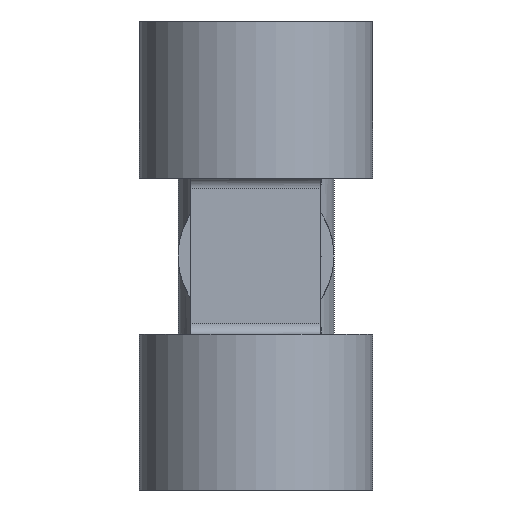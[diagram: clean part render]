
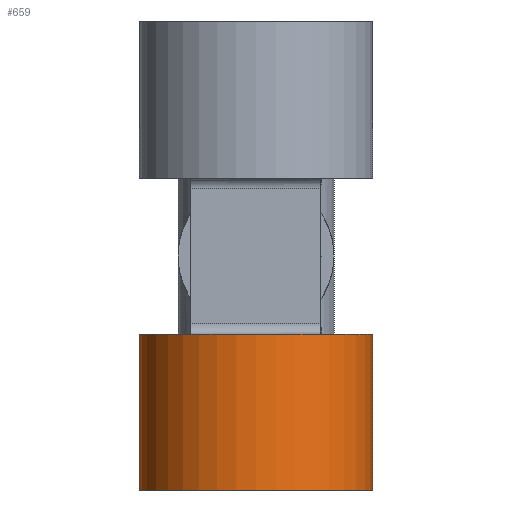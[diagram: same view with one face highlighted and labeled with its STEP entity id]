
A CAD part, left-side view. The second image highlights one B-rep face of the part: STEP entity #659.
In plain terms, the highlighted cylindrical face has radius 22.5 mm (diameter 45 mm), a partial arc.
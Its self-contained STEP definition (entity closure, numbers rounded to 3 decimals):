
#34=CYLINDRICAL_SURFACE('',#736,22.5);
#100=LINE('',#1325,#144);
#102=LINE('',#1332,#146);
#144=VECTOR('',#888,10.);
#146=VECTOR('',#896,10.);
#183=FACE_OUTER_BOUND('',#224,.T.);
#224=EDGE_LOOP('',(#546,#547,#548,#549));
#274=CIRCLE('',#737,22.5);
#275=CIRCLE('',#738,22.5);
#331=VERTEX_POINT('',#1322);
#332=VERTEX_POINT('',#1324);
#333=VERTEX_POINT('',#1329);
#334=VERTEX_POINT('',#1331);
#412=EDGE_CURVE('',#331,#332,#100,.T.);
#415=EDGE_CURVE('',#331,#333,#274,.T.);
#416=EDGE_CURVE('',#334,#333,#102,.T.);
#417=EDGE_CURVE('',#332,#334,#275,.T.);
#546=ORIENTED_EDGE('',*,*,#412,.F.);
#547=ORIENTED_EDGE('',*,*,#415,.T.);
#548=ORIENTED_EDGE('',*,*,#416,.F.);
#549=ORIENTED_EDGE('',*,*,#417,.F.);
#659=ADVANCED_FACE('',(#183),#34,.T.);
#736=AXIS2_PLACEMENT_3D('',#1328,#892,#893);
#737=AXIS2_PLACEMENT_3D('',#1330,#894,#895);
#738=AXIS2_PLACEMENT_3D('',#1333,#897,#898);
#888=DIRECTION('',(0.,0.,1.));
#892=DIRECTION('center_axis',(0.,0.,1.));
#893=DIRECTION('ref_axis',(-1.,0.,0.));
#894=DIRECTION('center_axis',(0.,0.,1.));
#895=DIRECTION('ref_axis',(1.,0.,0.));
#896=DIRECTION('',(0.,0.,-1.));
#897=DIRECTION('center_axis',(0.,0.,1.));
#898=DIRECTION('ref_axis',(1.,0.,0.));
#1322=CARTESIAN_POINT('',(16.236,15.577,-60.));
#1324=CARTESIAN_POINT('',(16.236,15.577,-30.));
#1325=CARTESIAN_POINT('',(16.236,15.577,-60.));
#1328=CARTESIAN_POINT('Origin',(0.,0.,-60.));
#1329=CARTESIAN_POINT('',(16.236,-15.577,-60.));
#1330=CARTESIAN_POINT('Origin',(0.,0.,-60.));
#1331=CARTESIAN_POINT('',(16.236,-15.577,-30.));
#1332=CARTESIAN_POINT('',(16.236,-15.577,-60.));
#1333=CARTESIAN_POINT('Origin',(0.,0.,-30.));
